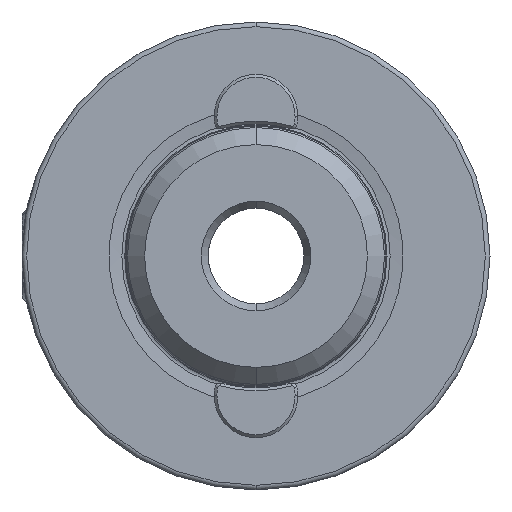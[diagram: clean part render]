
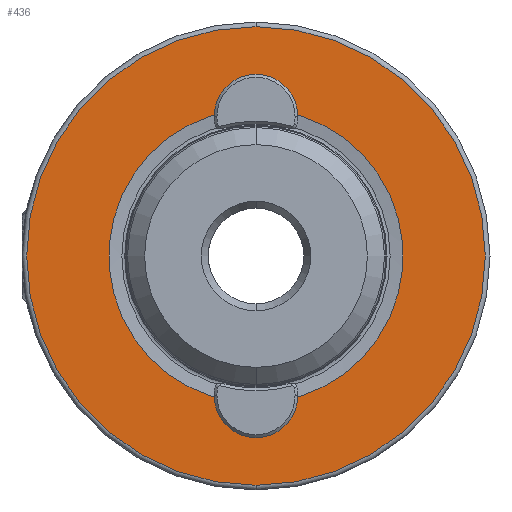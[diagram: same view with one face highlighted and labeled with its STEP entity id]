
A CAD part, left-side view. The second image highlights one B-rep face of the part: STEP entity #436.
In plain terms, the highlighted planar face has unit normal (-1, 0, 0).
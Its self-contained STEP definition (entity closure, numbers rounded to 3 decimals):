
#27 = ORIENTED_EDGE ( 'NONE', *, *, #2957, .F. ) ;
#94 = VERTEX_POINT ( 'NONE', #3070 ) ;
#142 = CARTESIAN_POINT ( 'NONE',  ( 0., 0., -19.4 ) ) ;
#149 = CIRCLE ( 'NONE', #3829, 15.715 ) ;
#178 = EDGE_LOOP ( 'NONE', ( #3518, #3664, #4640, #3900, #27, #4223 ) ) ;
#321 = DIRECTION ( 'NONE',  ( 0., 0., -1. ) ) ;
#402 = CARTESIAN_POINT ( 'NONE',  ( 0., 0., 0. ) ) ;
#410 = DIRECTION ( 'NONE',  ( -1., 0., 0. ) ) ;
#416 = CARTESIAN_POINT ( 'NONE',  ( 0., 0., -15.715 ) ) ;
#419 = PLANE ( 'NONE',  #587 ) ;
#428 = DIRECTION ( 'NONE',  ( 0., 0., 1. ) ) ;
#436 = ADVANCED_FACE ( 'NONE', ( #2981, #3049 ), #419, .F. ) ;
#470 = CIRCLE ( 'NONE', #2186, 24.5 ) ;
#587 = AXIS2_PLACEMENT_3D ( 'NONE', #416, #3739, #321 ) ;
#668 = AXIS2_PLACEMENT_3D ( 'NONE', #830, #832, #841 ) ;
#736 = VERTEX_POINT ( 'NONE', #2639 ) ;
#830 = CARTESIAN_POINT ( 'NONE',  ( 0., 0., 16.9 ) ) ;
#832 = DIRECTION ( 'NONE',  ( -1., 0., 0. ) ) ;
#841 = DIRECTION ( 'NONE',  ( 0., 0., 1. ) ) ;
#861 = AXIS2_PLACEMENT_3D ( 'NONE', #3836, #3850, #3854 ) ;
#939 = CIRCLE ( 'NONE', #2579, 2.5 ) ;
#1055 = VERTEX_POINT ( 'NONE', #1437 ) ;
#1085 = CARTESIAN_POINT ( 'NONE',  ( 0., 0., -16.9 ) ) ;
#1100 = DIRECTION ( 'NONE',  ( -1., 0., 0. ) ) ;
#1137 = DIRECTION ( 'NONE',  ( 0., 0., 1. ) ) ;
#1258 = CARTESIAN_POINT ( 'NONE',  ( 0., 0., 0. ) ) ;
#1275 = DIRECTION ( 'NONE',  ( -1., 0., 0. ) ) ;
#1308 = DIRECTION ( 'NONE',  ( 0., 0., 1. ) ) ;
#1381 = EDGE_CURVE ( 'NONE', #4271, #2911, #3293, .T. ) ;
#1402 = AXIS2_PLACEMENT_3D ( 'NONE', #2467, #2444, #2815 ) ;
#1437 = CARTESIAN_POINT ( 'NONE',  ( 0., -2.118, -15.572 ) ) ;
#1478 = CIRCLE ( 'NONE', #668, 2.5 ) ;
#1652 = CIRCLE ( 'NONE', #2235, 15.715 ) ;
#1780 = EDGE_CURVE ( 'NONE', #94, #736, #3913, .T. ) ;
#1787 = EDGE_CURVE ( 'NONE', #1055, #94, #149, .T. ) ;
#1803 = CARTESIAN_POINT ( 'NONE',  ( 0., 2.118, 15.572 ) ) ;
#2113 = EDGE_CURVE ( 'NONE', #2391, #3271, #1652, .T. ) ;
#2171 = CARTESIAN_POINT ( 'NONE',  ( 0., 2.118, -15.572 ) ) ;
#2177 = EDGE_CURVE ( 'NONE', #736, #2391, #1478, .T. ) ;
#2186 = AXIS2_PLACEMENT_3D ( 'NONE', #1258, #1275, #1308 ) ;
#2234 = EDGE_CURVE ( 'NONE', #3271, #4599, #939, .T. ) ;
#2235 = AXIS2_PLACEMENT_3D ( 'NONE', #402, #410, #428 ) ;
#2272 = EDGE_CURVE ( 'NONE', #2911, #4271, #470, .T. ) ;
#2391 = VERTEX_POINT ( 'NONE', #1803 ) ;
#2444 = DIRECTION ( 'NONE',  ( -1., 0., 0. ) ) ;
#2467 = CARTESIAN_POINT ( 'NONE',  ( 0., 0., 0. ) ) ;
#2579 = AXIS2_PLACEMENT_3D ( 'NONE', #1085, #1100, #1137 ) ;
#2639 = CARTESIAN_POINT ( 'NONE',  ( 0., 0., 19.4 ) ) ;
#2815 = DIRECTION ( 'NONE',  ( 0., 0., 1. ) ) ;
#2873 = EDGE_LOOP ( 'NONE', ( #4014, #4125 ) ) ;
#2887 = CIRCLE ( 'NONE', #861, 2.5 ) ;
#2911 = VERTEX_POINT ( 'NONE', #3618 ) ;
#2957 = EDGE_CURVE ( 'NONE', #4599, #1055, #2887, .T. ) ;
#2981 = FACE_BOUND ( 'NONE', #178, .T. ) ;
#3049 = FACE_OUTER_BOUND ( 'NONE', #2873, .T. ) ;
#3070 = CARTESIAN_POINT ( 'NONE',  ( 0., -2.118, 15.572 ) ) ;
#3271 = VERTEX_POINT ( 'NONE', #2171 ) ;
#3293 = CIRCLE ( 'NONE', #1402, 24.5 ) ;
#3390 = DIRECTION ( 'NONE',  ( 0., 0., 1. ) ) ;
#3393 = DIRECTION ( 'NONE',  ( -1., 0., 0. ) ) ;
#3397 = CARTESIAN_POINT ( 'NONE',  ( 0., 0., 0. ) ) ;
#3436 = DIRECTION ( 'NONE',  ( 0., 0., 1. ) ) ;
#3443 = DIRECTION ( 'NONE',  ( -1., 0., 0. ) ) ;
#3448 = CARTESIAN_POINT ( 'NONE',  ( 0., 0., 16.9 ) ) ;
#3518 = ORIENTED_EDGE ( 'NONE', *, *, #2113, .F. ) ;
#3618 = CARTESIAN_POINT ( 'NONE',  ( 0., 0., -24.5 ) ) ;
#3664 = ORIENTED_EDGE ( 'NONE', *, *, #2177, .F. ) ;
#3739 = DIRECTION ( 'NONE',  ( 1., 0., 0. ) ) ;
#3829 = AXIS2_PLACEMENT_3D ( 'NONE', #3397, #3393, #3390 ) ;
#3836 = CARTESIAN_POINT ( 'NONE',  ( 0., 0., -16.9 ) ) ;
#3850 = DIRECTION ( 'NONE',  ( -1., 0., 0. ) ) ;
#3854 = DIRECTION ( 'NONE',  ( 0., 0., 1. ) ) ;
#3900 = ORIENTED_EDGE ( 'NONE', *, *, #1787, .F. ) ;
#3913 = CIRCLE ( 'NONE', #4056, 2.5 ) ;
#3950 = CARTESIAN_POINT ( 'NONE',  ( 0., 0., 24.5 ) ) ;
#4014 = ORIENTED_EDGE ( 'NONE', *, *, #1381, .T. ) ;
#4056 = AXIS2_PLACEMENT_3D ( 'NONE', #3448, #3443, #3436 ) ;
#4125 = ORIENTED_EDGE ( 'NONE', *, *, #2272, .T. ) ;
#4223 = ORIENTED_EDGE ( 'NONE', *, *, #2234, .F. ) ;
#4271 = VERTEX_POINT ( 'NONE', #3950 ) ;
#4599 = VERTEX_POINT ( 'NONE', #142 ) ;
#4640 = ORIENTED_EDGE ( 'NONE', *, *, #1780, .F. ) ;
